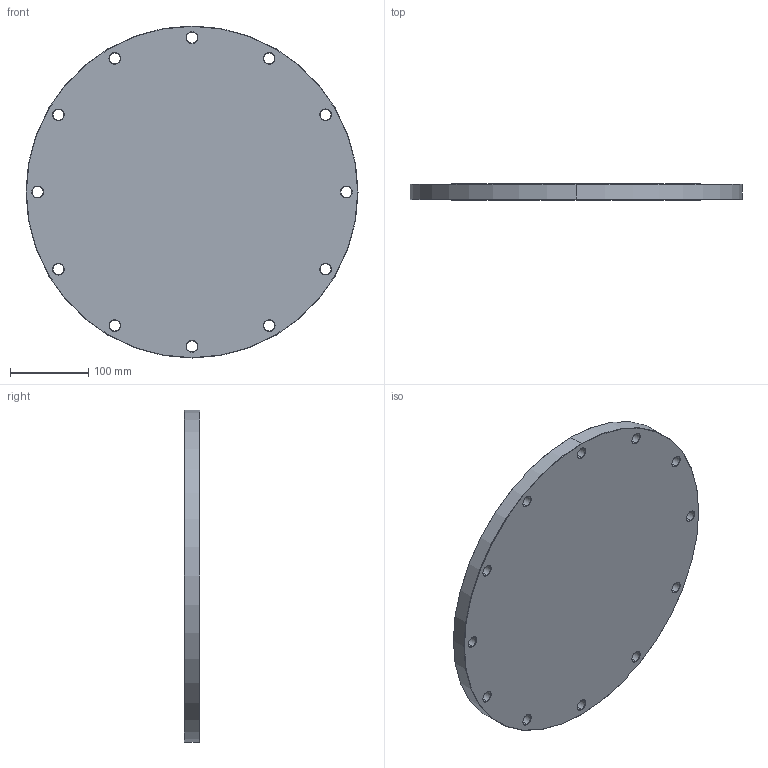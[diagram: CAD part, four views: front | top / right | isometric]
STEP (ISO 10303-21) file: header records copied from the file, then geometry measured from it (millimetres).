
FILE_DESCRIPTION (( 'STEP AP214' ), '1' );
FILE_NAME ('Hositrad_ISO-F320B.STEP', '2013-04-12T14:50:44', ( '' ), ( '' ), 'SwSTEP 2.0', 'SolidWorks 2013', '' );
FILE_SCHEMA (( 'AUTOMOTIVE_DESIGN' ));
Length unit declared in the file: millimetre
Products named in the file (1): Hositrad_ISO-F320B
Bounding box: 425 x 20 x 425 mm (x, y, z)
Volume: 2782112.1 mm3; surface area: 324893.8 mm2
Topology: 1 solids, 1 shells, 90 faces, 202 edges, 116 vertices
Faces by surface type: cone 56, cylinder 30, plane 4
Entity records: 2576 total; most frequent: DIRECTION 500, CARTESIAN_POINT 409, ORIENTED_EDGE 404, AXIS2_PLACEMENT_3D 207, EDGE_CURVE 202, EDGE_LOOP 116, CIRCLE 116, VERTEX_POINT 116
